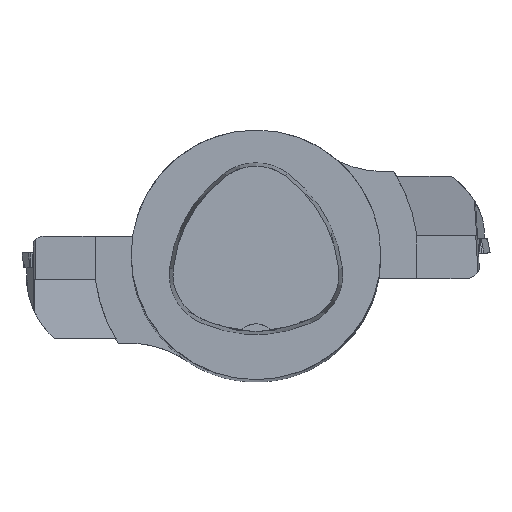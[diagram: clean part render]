
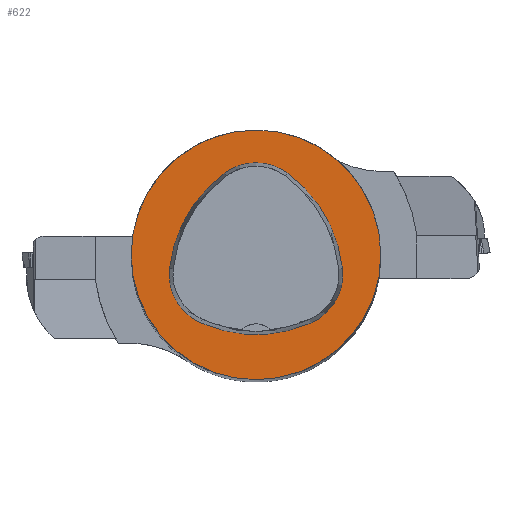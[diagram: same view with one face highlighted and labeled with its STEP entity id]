
A CAD part, top view. The second image highlights one B-rep face of the part: STEP entity #622.
In plain terms, the highlighted planar face has unit normal (0, 0, 1).
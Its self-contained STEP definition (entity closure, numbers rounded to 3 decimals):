
#307=FACE_BOUND('',#1146,.T.);
#308=FACE_BOUND('',#1147,.T.);
#469=CIRCLE('',#3943,40.);
#470=CIRCLE('',#3949,44.);
#472=CIRCLE('',#3952,17.);
#474=CIRCLE('',#3955,44.);
#476=CIRCLE('',#3958,17.);
#480=CIRCLE('',#3963,44.);
#482=CIRCLE('',#3966,17.);
#622=ADVANCED_FACE('',(#307,#308),#773,.T.);
#773=PLANE('',#3971);
#1146=EDGE_LOOP('',(#1930,#1931,#1932,#1933,#1934,#1935));
#1147=EDGE_LOOP('',(#1936));
#1930=ORIENTED_EDGE('',*,*,#2902,.T.);
#1931=ORIENTED_EDGE('',*,*,#2882,.T.);
#1932=ORIENTED_EDGE('',*,*,#2886,.T.);
#1933=ORIENTED_EDGE('',*,*,#2889,.T.);
#1934=ORIENTED_EDGE('',*,*,#2892,.T.);
#1935=ORIENTED_EDGE('',*,*,#2900,.T.);
#1936=ORIENTED_EDGE('',*,*,#2873,.F.);
#2456=VERTEX_POINT('',#6194);
#2465=VERTEX_POINT('',#6213);
#2466=VERTEX_POINT('',#6214);
#2469=VERTEX_POINT('',#6222);
#2471=VERTEX_POINT('',#6228);
#2473=VERTEX_POINT('',#6234);
#2480=VERTEX_POINT('',#6255);
#2873=EDGE_CURVE('',#2456,#2456,#469,.T.);
#2882=EDGE_CURVE('',#2465,#2466,#470,.T.);
#2886=EDGE_CURVE('',#2466,#2469,#472,.T.);
#2889=EDGE_CURVE('',#2469,#2471,#474,.T.);
#2892=EDGE_CURVE('',#2471,#2473,#476,.T.);
#2900=EDGE_CURVE('',#2473,#2480,#480,.T.);
#2902=EDGE_CURVE('',#2480,#2465,#482,.T.);
#3943=AXIS2_PLACEMENT_3D('',#6193,#4667,#4668);
#3949=AXIS2_PLACEMENT_3D('',#6212,#4683,#4684);
#3952=AXIS2_PLACEMENT_3D('',#6221,#4691,#4692);
#3955=AXIS2_PLACEMENT_3D('',#6227,#4698,#4699);
#3958=AXIS2_PLACEMENT_3D('',#6233,#4705,#4706);
#3963=AXIS2_PLACEMENT_3D('',#6256,#4717,#4718);
#3966=AXIS2_PLACEMENT_3D('',#6259,#4723,#4724);
#3971=AXIS2_PLACEMENT_3D('',#6264,#4733,#4734);
#4667=DIRECTION('',(0.,0.,-1.));
#4668=DIRECTION('',(-1.,0.,0.));
#4683=DIRECTION('',(0.,0.,-1.));
#4684=DIRECTION('',(-1.,0.,0.));
#4691=DIRECTION('',(0.,0.,-1.));
#4692=DIRECTION('',(-1.,0.,0.));
#4698=DIRECTION('',(0.,0.,-1.));
#4699=DIRECTION('',(-1.,0.,0.));
#4705=DIRECTION('',(0.,0.,-1.));
#4706=DIRECTION('',(-1.,0.,0.));
#4717=DIRECTION('',(0.,0.,-1.));
#4718=DIRECTION('',(-1.,0.,0.));
#4723=DIRECTION('',(0.,0.,-1.));
#4724=DIRECTION('',(-1.,0.,0.));
#4733=DIRECTION('',(0.,0.,1.));
#4734=DIRECTION('',(-1.,0.,0.));
#6193=CARTESIAN_POINT('',(0.,0.,0.));
#6194=CARTESIAN_POINT('',(-40.,0.,0.));
#6212=CARTESIAN_POINT('',(16.01,-9.224,0.));
#6213=CARTESIAN_POINT('',(-27.722,-4.378,0.));
#6214=CARTESIAN_POINT('',(-10.119,26.178,0.));
#6221=CARTESIAN_POINT('',(-0.023,12.5,0.));
#6222=CARTESIAN_POINT('',(10.049,26.194,0.));
#6227=CARTESIAN_POINT('',(-16.021,-9.25,0.));
#6228=CARTESIAN_POINT('',(27.71,-4.394,0.));
#6233=CARTESIAN_POINT('',(10.814,-6.27,0.));
#6234=CARTESIAN_POINT('',(17.611,-21.852,0.));
#6255=CARTESIAN_POINT('',(-17.652,-21.819,0.));
#6256=CARTESIAN_POINT('',(0.017,18.477,0.));
#6259=CARTESIAN_POINT('',(-10.825,-6.25,0.));
#6264=CARTESIAN_POINT('',(0.,0.,0.));
